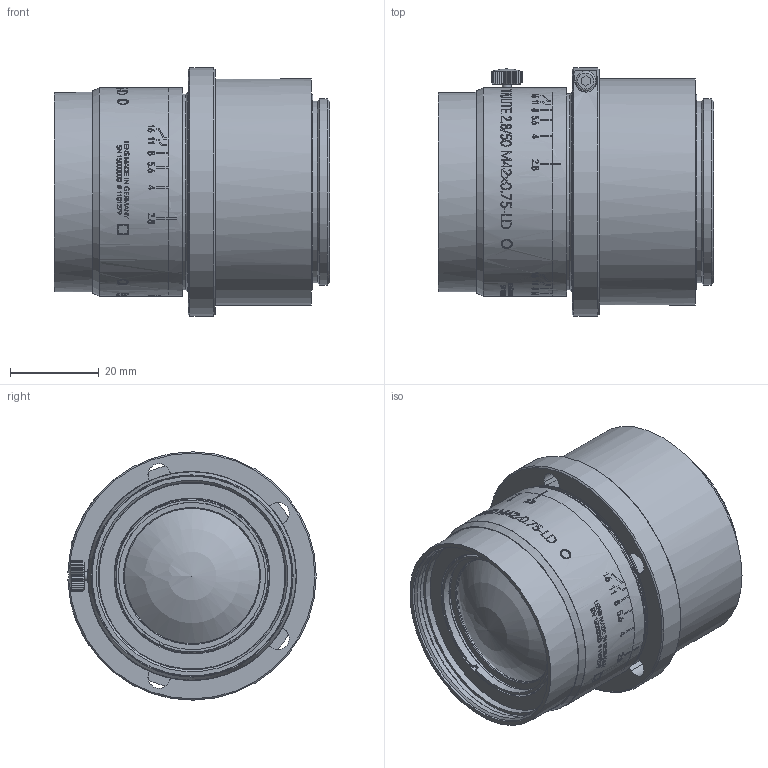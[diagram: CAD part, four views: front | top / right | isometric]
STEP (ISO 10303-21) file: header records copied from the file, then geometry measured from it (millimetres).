
FILE_DESCRIPTION(/* description */ (''),/* implementation_level */ '2;1');
FILE_NAME(/* name */ '1101279_00167138_001.stp',/* time_stamp */ '2022-01-19T09:12:32+01:00',/* author */ (''),/* organization */ (''),/* preprocessor_version */ 'ST-DEVELOPER v16',/* originating_system */ 'SIEMENS PLM Software NX 10.0',/* authorisation */ '');
FILE_SCHEMA (('AP203_CONFIGURATION_CONTROLLED_3D_DESIGN_OF_MECHANICAL_PARTS_AND_ASSEMBLIES_MIM_LF { 1 0 10303 403 2 1 2}'));
Length unit declared in the file: millimetre
Products named in the file (1): Guge4F909336y1x6
Bounding box: 62.01 x 55.99 x 55.99 mm (x, y, z)
Volume: 102352.4 mm3; surface area: 22762.2 mm2
Topology: 1 solids, 2 shells, 425 faces, 1616 edges, 1366 vertices
Faces by surface type: cylinder 237, plane 151, cone 33, sphere 3, torus 1
Full cylindrical faces by diameter (mm): 2 x1, 2.05 x4, 2.5 x1, 2.8 x1, 4.5 x1, 30.5 x1, 33.2 x1, 34.001 x1, 34.1 x1, 34.3 x1, 35 x1, 35.2 x1, 36.2 x1, 37 x1, 37.3 x1, 38.2 x1, 39.4 x1, 39.6 x1, 40.9 x1, 42 x2, 42.3 x1, 43.2 x2, 44.3 x1, 45 x2, 45.3 x1, 46.179 x1, 47 x1, 47.04 x2, 51 x1
Entity records: 20554 total; most frequent: CARTESIAN_POINT 8498, ORIENTED_EDGE 3045, EDGE_CURVE 1525, DIRECTION 1490, VERTEX_POINT 1335, B_SPLINE_CURVE_WITH_KNOTS 1051, EDGE_LOOP 680, AXIS2_PLACEMENT_3D 628
